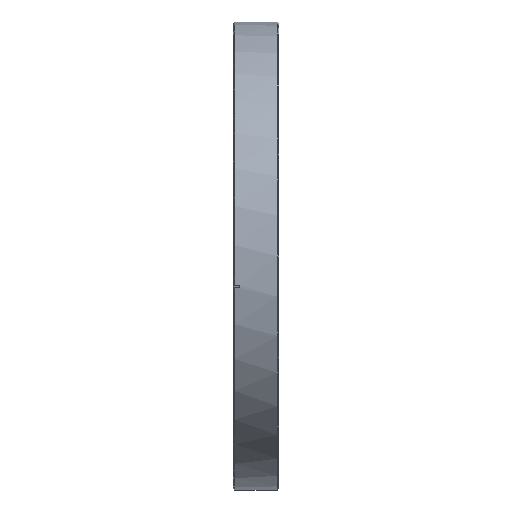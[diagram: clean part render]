
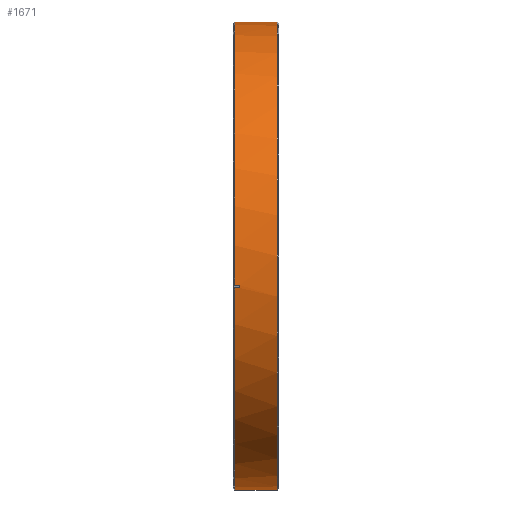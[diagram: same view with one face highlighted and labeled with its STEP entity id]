
A CAD part, front view. The second image highlights one B-rep face of the part: STEP entity #1671.
In plain terms, the highlighted cylindrical face has radius 126.619 mm (diameter 253.238 mm), a partial arc.
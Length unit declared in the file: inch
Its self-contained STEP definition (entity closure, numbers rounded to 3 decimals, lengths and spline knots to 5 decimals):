
#22 = AXIS2_PLACEMENT_3D ( 'NONE', #464, #1048, #2161 ) ;
#78 = CARTESIAN_POINT ( 'NONE',  ( 0.14, -4.94373, -0.64043 ) ) ;
#103 = CARTESIAN_POINT ( 'NONE',  ( 0.03, 0., 4.985 ) ) ;
#211 = CARTESIAN_POINT ( 'NONE',  ( 0.14001, -4.93821, -0.6814 ) ) ;
#328 = ORIENTED_EDGE ( 'NONE', *, *, #3534, .T. ) ;
#354 = EDGE_CURVE ( 'NONE', #1794, #3525, #1285, .T. ) ;
#393 = CARTESIAN_POINT ( 'NONE',  ( 0.03, -4.9463, -0.61993 ) ) ;
#398 = VERTEX_POINT ( 'NONE', #2078 ) ;
#427 = EDGE_LOOP ( 'NONE', ( #514, #894, #328, #1997, #2202, #1065, #2285, #3338 ) ) ;
#464 = CARTESIAN_POINT ( 'NONE',  ( 0., 0., 0. ) ) ;
#489 = VERTEX_POINT ( 'NONE', #1112 ) ;
#514 = ORIENTED_EDGE ( 'NONE', *, *, #2467, .F. ) ;
#521 = LINE ( 'NONE', #3112, #649 ) ;
#610 = AXIS2_PLACEMENT_3D ( 'NONE', #2642, #639, #3473 ) ;
#622 = CARTESIAN_POINT ( 'NONE',  ( 0.14, -4.94104, -0.66092 ) ) ;
#639 = DIRECTION ( 'NONE',  ( -1., 0., 0. ) ) ;
#647 = DIRECTION ( 'NONE',  ( 1., 0., 0. ) ) ;
#649 = VECTOR ( 'NONE', #2548, 39.37008 ) ;
#732 = FACE_OUTER_BOUND ( 'NONE', #427, .T. ) ;
#736 = VECTOR ( 'NONE', #2085, 39.37008 ) ;
#748 = DIRECTION ( 'NONE',  ( 1., 0., 0. ) ) ;
#814 = DIRECTION ( 'NONE',  ( 0., 0., -1. ) ) ;
#848 = CIRCLE ( 'NONE', #1340, 4.985 ) ;
#894 = ORIENTED_EDGE ( 'NONE', *, *, #991, .T. ) ;
#912 = CARTESIAN_POINT ( 'NONE',  ( 0., -4.93821, -0.6814 ) ) ;
#991 = EDGE_CURVE ( 'NONE', #1703, #2280, #1218, .T. ) ;
#1048 = DIRECTION ( 'NONE',  ( -1., 0., 0. ) ) ;
#1065 = ORIENTED_EDGE ( 'NONE', *, *, #354, .F. ) ;
#1072 = LINE ( 'NONE', #2240, #2784 ) ;
#1088 = CIRCLE ( 'NONE', #3216, 4.985 ) ;
#1112 = CARTESIAN_POINT ( 'NONE',  ( 0.03, 0., -4.985 ) ) ;
#1145 = EDGE_CURVE ( 'NONE', #2743, #2333, #1088, .T. ) ;
#1218 = CIRCLE ( 'NONE', #610, 4.985 ) ;
#1220 = EDGE_CURVE ( 'NONE', #398, #1794, #3503, .T. ) ;
#1285 = B_SPLINE_CURVE_WITH_KNOTS ( 'NONE', 3,
 ( #1517, #622, #78, #2937 ),
 .UNSPECIFIED., .F., .F.,
 ( 4, 4 ),
 ( 0., 0.00157 ),
 .UNSPECIFIED. ) ;
#1340 = AXIS2_PLACEMENT_3D ( 'NONE', #1974, #3761, #814 ) ;
#1517 = CARTESIAN_POINT ( 'NONE',  ( 0.14001, -4.93821, -0.6814 ) ) ;
#1635 = CARTESIAN_POINT ( 'NONE',  ( 0.94, 0., 4.985 ) ) ;
#1666 = EDGE_CURVE ( 'NONE', #2333, #3525, #2827, .T. ) ;
#1671 = ADVANCED_FACE ( 'NONE', ( #732 ), #3689, .T. ) ;
#1703 = VERTEX_POINT ( 'NONE', #3612 ) ;
#1716 = EDGE_CURVE ( 'NONE', #398, #489, #848, .T. ) ;
#1794 = VERTEX_POINT ( 'NONE', #211 ) ;
#1810 = DIRECTION ( 'NONE',  ( 0., 0., -1. ) ) ;
#1965 = DIRECTION ( 'NONE',  ( -1., 0., 0. ) ) ;
#1974 = CARTESIAN_POINT ( 'NONE',  ( 0.03, 0., 0. ) ) ;
#1997 = ORIENTED_EDGE ( 'NONE', *, *, #1145, .T. ) ;
#2078 = CARTESIAN_POINT ( 'NONE',  ( 0.03, -4.93821, -0.6814 ) ) ;
#2085 = DIRECTION ( 'NONE',  ( 1., 0., 0. ) ) ;
#2161 = DIRECTION ( 'NONE',  ( 0., 0., 1. ) ) ;
#2202 = ORIENTED_EDGE ( 'NONE', *, *, #1666, .T. ) ;
#2240 = CARTESIAN_POINT ( 'NONE',  ( 0., 0., -4.985 ) ) ;
#2280 = VERTEX_POINT ( 'NONE', #1635 ) ;
#2285 = ORIENTED_EDGE ( 'NONE', *, *, #1220, .F. ) ;
#2332 = CARTESIAN_POINT ( 'NONE',  ( 0.03, 0., 0. ) ) ;
#2333 = VERTEX_POINT ( 'NONE', #393 ) ;
#2467 = EDGE_CURVE ( 'NONE', #1703, #489, #1072, .T. ) ;
#2500 = VECTOR ( 'NONE', #748, 39.37008 ) ;
#2548 = DIRECTION ( 'NONE',  ( -1., 0., 0. ) ) ;
#2642 = CARTESIAN_POINT ( 'NONE',  ( 0.94, 0., 0. ) ) ;
#2743 = VERTEX_POINT ( 'NONE', #103 ) ;
#2784 = VECTOR ( 'NONE', #1965, 39.37008 ) ;
#2827 = LINE ( 'NONE', #3347, #2500 ) ;
#2937 = CARTESIAN_POINT ( 'NONE',  ( 0.14001, -4.9463, -0.61993 ) ) ;
#3112 = CARTESIAN_POINT ( 'NONE',  ( 0., 0., 4.985 ) ) ;
#3180 = CARTESIAN_POINT ( 'NONE',  ( 0.14001, -4.9463, -0.61993 ) ) ;
#3216 = AXIS2_PLACEMENT_3D ( 'NONE', #2332, #647, #1810 ) ;
#3338 = ORIENTED_EDGE ( 'NONE', *, *, #1716, .T. ) ;
#3347 = CARTESIAN_POINT ( 'NONE',  ( 0., -4.9463, -0.61993 ) ) ;
#3473 = DIRECTION ( 'NONE',  ( 0., 0., 1. ) ) ;
#3503 = LINE ( 'NONE', #912, #736 ) ;
#3525 = VERTEX_POINT ( 'NONE', #3180 ) ;
#3534 = EDGE_CURVE ( 'NONE', #2280, #2743, #521, .T. ) ;
#3612 = CARTESIAN_POINT ( 'NONE',  ( 0.94, 0., -4.985 ) ) ;
#3689 = CYLINDRICAL_SURFACE ( 'NONE', #22, 4.985 ) ;
#3761 = DIRECTION ( 'NONE',  ( 1., 0., 0. ) ) ;
